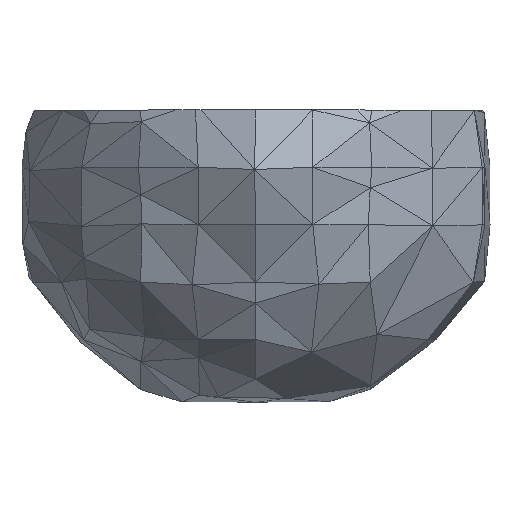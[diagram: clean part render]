
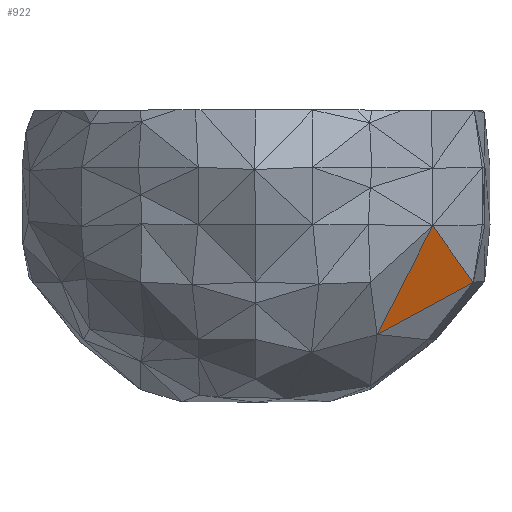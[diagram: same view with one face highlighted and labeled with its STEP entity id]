
A CAD part, top view. The second image highlights one B-rep face of the part: STEP entity #922.
In plain terms, the highlighted planar face has unit normal (0.61, -0.346, 0.713).
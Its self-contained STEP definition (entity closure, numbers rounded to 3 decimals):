
#279 = VERTEX_POINT('',#280);
#280 = CARTESIAN_POINT('',(0.287,0.952,0.488)
  );
#293 = PLANE('',#294);
#294 = AXIS2_PLACEMENT_3D('',#295,#296,#297);
#295 = CARTESIAN_POINT('',(0.292,0.949,0.48)
  );
#296 = DIRECTION('',(0.776,-0.123,0.619));
#297 = DIRECTION('',(-0.624,0.,0.782));
#335 = VERTEX_POINT('',#336);
#336 = CARTESIAN_POINT('',(0.294,0.942,0.476)
  );
#594 = EDGE_CURVE('',#335,#279,#595,.T.);
#595 = SURFACE_CURVE('',#596,(#600,#606),.PCURVE_S1.);
#596 = LINE('',#597,#598);
#597 = CARTESIAN_POINT('',(0.294,0.942,0.476)
  );
#598 = VECTOR('',#599,1.);
#599 = DIRECTION('',(-0.435,0.605,0.666));
#600 = PCURVE('',#293,#601);
#601 = DEFINITIONAL_REPRESENTATION('',(#602),#605);
#602 = B_SPLINE_CURVE_WITH_KNOTS('',1,(#603,#604),.UNSPECIFIED.,.F.,.F.,
  (2,2),(0.,0.017),.PIECEWISE_BEZIER_KNOTS.);
#603 = CARTESIAN_POINT('',(-0.005,0.007));
#604 = CARTESIAN_POINT('',(0.009,-0.003));
#605 = ( GEOMETRIC_REPRESENTATION_CONTEXT(2) 
PARAMETRIC_REPRESENTATION_CONTEXT() REPRESENTATION_CONTEXT('2D SPACE',''
  ) );
#606 = PCURVE('',#607,#612);
#607 = PLANE('',#608);
#608 = AXIS2_PLACEMENT_3D('',#609,#610,#611);
#609 = CARTESIAN_POINT('',(0.285,0.941,0.484)
  );
#610 = DIRECTION('',(0.609,-0.346,0.713));
#611 = DIRECTION('',(0.76,0.,-0.65));
#612 = DEFINITIONAL_REPRESENTATION('',(#613),#617);
#613 = LINE('',#614,#615);
#614 = CARTESIAN_POINT('',(0.012,0.));
#615 = VECTOR('',#616,1.);
#616 = DIRECTION('',(-0.764,0.645));
#617 = ( GEOMETRIC_REPRESENTATION_CONTEXT(2) 
PARAMETRIC_REPRESENTATION_CONTEXT() REPRESENTATION_CONTEXT('2D SPACE',''
  ) );
#922 = ADVANCED_FACE('',(#923),#607,.T.);
#923 = FACE_BOUND('',#924,.T.);
#924 = EDGE_LOOP('',(#925,#952,#977));
#925 = ORIENTED_EDGE('',*,*,#926,.T.);
#926 = EDGE_CURVE('',#279,#927,#929,.T.);
#927 = VERTEX_POINT('',#928);
#928 = CARTESIAN_POINT('',(0.276,0.932,0.487)
  );
#929 = SURFACE_CURVE('',#930,(#934,#941),.PCURVE_S1.);
#930 = LINE('',#931,#932);
#931 = CARTESIAN_POINT('',(0.287,0.952,0.488)
  );
#932 = VECTOR('',#933,1.);
#933 = DIRECTION('',(-0.455,-0.889,-0.043
    ));
#934 = PCURVE('',#607,#935);
#935 = DEFINITIONAL_REPRESENTATION('',(#936),#940);
#936 = LINE('',#937,#938);
#937 = CARTESIAN_POINT('',(-0.002,0.011));
#938 = VECTOR('',#939,1.);
#939 = DIRECTION('',(-0.318,-0.948));
#940 = ( GEOMETRIC_REPRESENTATION_CONTEXT(2) 
PARAMETRIC_REPRESENTATION_CONTEXT() REPRESENTATION_CONTEXT('2D SPACE',''
  ) );
#941 = PCURVE('',#942,#947);
#942 = PLANE('',#943);
#943 = AXIS2_PLACEMENT_3D('',#944,#945,#946);
#944 = CARTESIAN_POINT('',(0.28,0.942,0.489)
  );
#945 = DIRECTION('',(0.722,-0.397,0.567));
#946 = DIRECTION('',(-0.617,0.,0.787)
  );
#947 = DEFINITIONAL_REPRESENTATION('',(#948),#951);
#948 = B_SPLINE_CURVE_WITH_KNOTS('',1,(#949,#950),.UNSPECIFIED.,.F.,.F.,
  (2,2),(0.,0.023),.PIECEWISE_BEZIER_KNOTS.);
#949 = CARTESIAN_POINT('',(-0.006,-0.011));
#950 = CARTESIAN_POINT('',(0.,0.011));
#951 = ( GEOMETRIC_REPRESENTATION_CONTEXT(2) 
PARAMETRIC_REPRESENTATION_CONTEXT() REPRESENTATION_CONTEXT('2D SPACE',''
  ) );
#952 = ORIENTED_EDGE('',*,*,#953,.T.);
#953 = EDGE_CURVE('',#927,#335,#954,.T.);
#954 = SURFACE_CURVE('',#955,(#959,#966),.PCURVE_S1.);
#955 = LINE('',#956,#957);
#956 = CARTESIAN_POINT('',(0.276,0.932,0.487)
  );
#957 = VECTOR('',#958,1.);
#958 = DIRECTION('',(0.78,0.425,-0.46));
#959 = PCURVE('',#607,#960);
#960 = DEFINITIONAL_REPRESENTATION('',(#961),#965);
#961 = LINE('',#962,#963);
#962 = CARTESIAN_POINT('',(-0.009,-0.01));
#963 = VECTOR('',#964,1.);
#964 = DIRECTION('',(0.892,0.453));
#965 = ( GEOMETRIC_REPRESENTATION_CONTEXT(2) 
PARAMETRIC_REPRESENTATION_CONTEXT() REPRESENTATION_CONTEXT('2D SPACE',''
  ) );
#966 = PCURVE('',#967,#972);
#967 = PLANE('',#968);
#968 = AXIS2_PLACEMENT_3D('',#969,#970,#971);
#969 = CARTESIAN_POINT('',(0.285,0.935,0.48)
  );
#970 = DIRECTION('',(0.625,-0.489,0.609));
#971 = DIRECTION('',(-0.698,0.,0.717));
#972 = DEFINITIONAL_REPRESENTATION('',(#973),#976);
#973 = B_SPLINE_CURVE_WITH_KNOTS('',1,(#974,#975),.UNSPECIFIED.,.F.,.F.,
  (2,2),(0.,0.023),.PIECEWISE_BEZIER_KNOTS.);
#974 = CARTESIAN_POINT('',(0.011,0.004));
#975 = CARTESIAN_POINT('',(-0.009,-0.007));
#976 = ( GEOMETRIC_REPRESENTATION_CONTEXT(2) 
PARAMETRIC_REPRESENTATION_CONTEXT() REPRESENTATION_CONTEXT('2D SPACE',''
  ) );
#977 = ORIENTED_EDGE('',*,*,#594,.T.);
